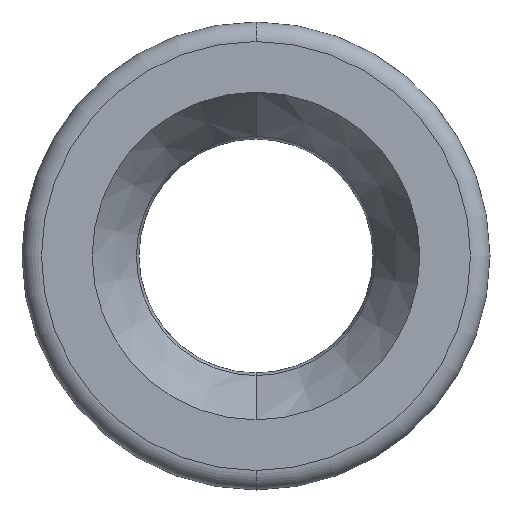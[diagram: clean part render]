
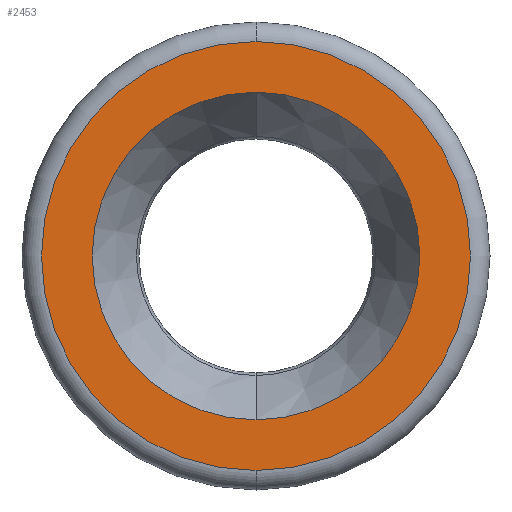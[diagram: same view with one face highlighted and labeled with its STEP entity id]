
A CAD part, front view. The second image highlights one B-rep face of the part: STEP entity #2453.
In plain terms, the highlighted planar face has unit normal (0, -1, 0).
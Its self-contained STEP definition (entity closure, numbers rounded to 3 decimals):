
#104 = ORIENTED_EDGE ( 'NONE', *, *, #1987, .T. ) ;
#344 = VERTEX_POINT ( 'NONE', #3164 ) ;
#511 = DIRECTION ( 'NONE',  ( 0., 1., 0. ) ) ;
#586 = CIRCLE ( 'NONE', #1912, 13.75 ) ;
#659 = CARTESIAN_POINT ( 'NONE',  ( 0., 0., 0. ) ) ;
#681 = VERTEX_POINT ( 'NONE', #1000 ) ;
#718 = FACE_OUTER_BOUND ( 'NONE', #1550, .T. ) ;
#766 = EDGE_CURVE ( 'NONE', #344, #1481, #1958, .T. ) ;
#829 = VERTEX_POINT ( 'NONE', #1181 ) ;
#866 = AXIS2_PLACEMENT_3D ( 'NONE', #1771, #511, #2635 ) ;
#931 = DIRECTION ( 'NONE',  ( 0., 0., 1. ) ) ;
#1000 = CARTESIAN_POINT ( 'NONE',  ( 0., 0., 13.75 ) ) ;
#1043 = PLANE ( 'NONE',  #866 ) ;
#1092 = AXIS2_PLACEMENT_3D ( 'NONE', #3146, #2349, #3433 ) ;
#1181 = CARTESIAN_POINT ( 'NONE',  ( 0., 0., -13.75 ) ) ;
#1391 = DIRECTION ( 'NONE',  ( 0., 0., 1. ) ) ;
#1474 = DIRECTION ( 'NONE',  ( 0., -1., 0. ) ) ;
#1481 = VERTEX_POINT ( 'NONE', #1730 ) ;
#1550 = EDGE_LOOP ( 'NONE', ( #104, #3399 ) ) ;
#1730 = CARTESIAN_POINT ( 'NONE',  ( 0., 0., 10.5 ) ) ;
#1736 = AXIS2_PLACEMENT_3D ( 'NONE', #2466, #2753, #1391 ) ;
#1771 = CARTESIAN_POINT ( 'NONE',  ( 0., 0., 0. ) ) ;
#1826 = DIRECTION ( 'NONE',  ( 0., 1., 0. ) ) ;
#1912 = AXIS2_PLACEMENT_3D ( 'NONE', #659, #1474, #931 ) ;
#1958 = CIRCLE ( 'NONE', #2124, 10.5 ) ;
#1987 = EDGE_CURVE ( 'NONE', #681, #829, #3250, .T. ) ;
#2097 = ORIENTED_EDGE ( 'NONE', *, *, #766, .T. ) ;
#2124 = AXIS2_PLACEMENT_3D ( 'NONE', #3208, #1826, #2891 ) ;
#2129 = ORIENTED_EDGE ( 'NONE', *, *, #2601, .T. ) ;
#2349 = DIRECTION ( 'NONE',  ( 0., 1., 0. ) ) ;
#2453 = ADVANCED_FACE ( 'NONE', ( #718, #3141 ), #1043, .F. ) ;
#2460 = CIRCLE ( 'NONE', #1092, 10.5 ) ;
#2466 = CARTESIAN_POINT ( 'NONE',  ( 0., 0., 0. ) ) ;
#2601 = EDGE_CURVE ( 'NONE', #1481, #344, #2460, .T. ) ;
#2635 = DIRECTION ( 'NONE',  ( 0., 0., 1. ) ) ;
#2669 = EDGE_LOOP ( 'NONE', ( #2097, #2129 ) ) ;
#2753 = DIRECTION ( 'NONE',  ( 0., -1., 0. ) ) ;
#2891 = DIRECTION ( 'NONE',  ( 0., 0., 1. ) ) ;
#3141 = FACE_BOUND ( 'NONE', #2669, .T. ) ;
#3146 = CARTESIAN_POINT ( 'NONE',  ( 0., 0., 0. ) ) ;
#3164 = CARTESIAN_POINT ( 'NONE',  ( 0., 0., -10.5 ) ) ;
#3191 = EDGE_CURVE ( 'NONE', #829, #681, #586, .T. ) ;
#3208 = CARTESIAN_POINT ( 'NONE',  ( 0., 0., 0. ) ) ;
#3250 = CIRCLE ( 'NONE', #1736, 13.75 ) ;
#3399 = ORIENTED_EDGE ( 'NONE', *, *, #3191, .T. ) ;
#3433 = DIRECTION ( 'NONE',  ( 0., 0., 1. ) ) ;
